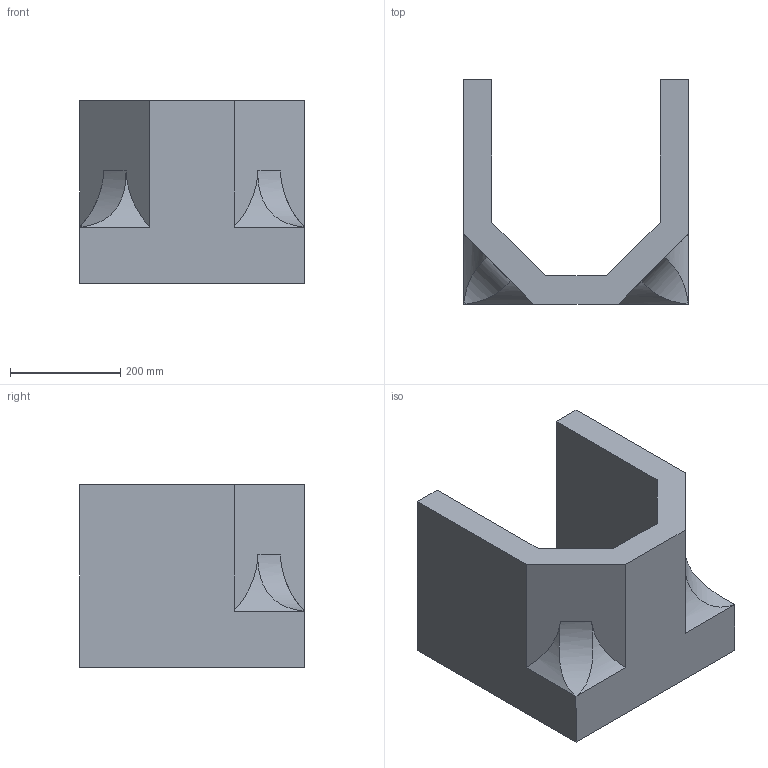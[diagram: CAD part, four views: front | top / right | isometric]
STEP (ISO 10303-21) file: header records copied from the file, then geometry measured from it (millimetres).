
FILE_DESCRIPTION(/* description */ (''),/* implementation_level */ '2;1');
FILE_NAME(/* name */ 'SP Capital Typ 1a.step',/* time_stamp */ '2022-08-29T14:22:10-05:00',/* author */ (''),/* organization */ (''),/* preprocessor_version */ 'ST-DEVELOPER v19',/* originating_system */ 'Autodesk Translation Framework v11.7.0.108',/* authorisation */ '');
FILE_SCHEMA (('AUTOMOTIVE_DESIGN { 1 0 10303 214 3 1 1 }'));
Length unit declared in the file: inch
Products named in the file (1): SP Capital Typ 1a
Bounding box: 406.41 x 406.41 x 330.2 mm (x, y, z)
Volume: 18573281.4 mm3; surface area: 826017.8 mm2
Topology: 1 solids, 1 shells, 28 faces, 70 edges, 44 vertices
Faces by surface type: plane 20, cylinder 8
Entity records: 939 total; most frequent: CARTESIAN_POINT 235, ORIENTED_EDGE 140, DIRECTION 134, EDGE_CURVE 70, LINE 56, VECTOR 56, VERTEX_POINT 44, AXIS2_PLACEMENT_3D 39
